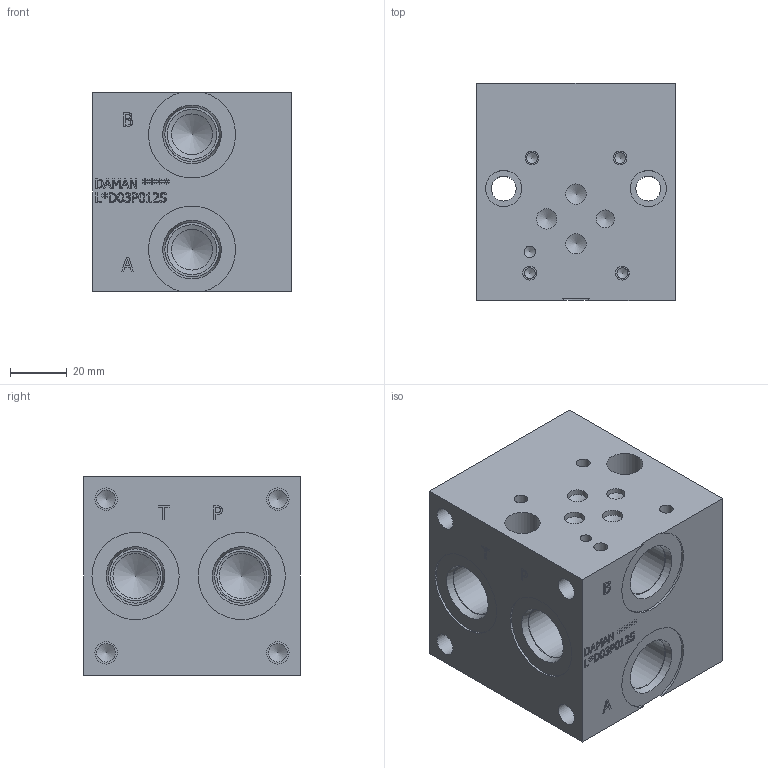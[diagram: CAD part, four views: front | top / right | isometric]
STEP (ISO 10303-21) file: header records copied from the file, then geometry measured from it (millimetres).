
FILE_DESCRIPTION(/* description */ (''),/* implementation_level */ '2;1');
FILE_NAME(/* name */ 'L_D03P012S.stp',/* time_stamp */ '2022-10-26T14:09:07-04:00',/* author */ ('mikeh'),/* organization */ (''),/* preprocessor_version */ 'ST-DEVELOPER v18',/* originating_system */ 'Autodesk Inventor 2020',/* authorisation */ '');
FILE_SCHEMA (('AUTOMOTIVE_DESIGN { 1 0 10303 214 3 1 1 }'));
Length unit declared in the file: millimetre
Products named in the file (1): Part_LAD03P012S_3D
Bounding box: 69.85 x 76.2 x 69.85 mm (x, y, z)
Volume: 313675.7 mm3; surface area: 47272.7 mm2
Topology: 1 solids, 1 shells, 540 faces, 1476 edges, 999 vertices
Faces by surface type: plane 311, bspline 125, cylinder 63, cone 41
Full cylindrical faces by diameter (mm): 3.785 x4, 3.962 x1, 4.826 x4, 6.35 x1, 6.528 x8, 7.137 x3, 7.925 x8, 8.738 x2, 12.7 x2, 14.3 x2, 15.875 x4, 17.501 x6, 19.05 x6, 19.253 x6, 30.632 x4
Entity records: 18137 total; most frequent: CARTESIAN_POINT 4662, ORIENTED_EDGE 2908, DIRECTION 2264, EDGE_CURVE 1454, VERTEX_POINT 999, LINE 972, VECTOR 972, AXIS2_PLACEMENT_3D 646
